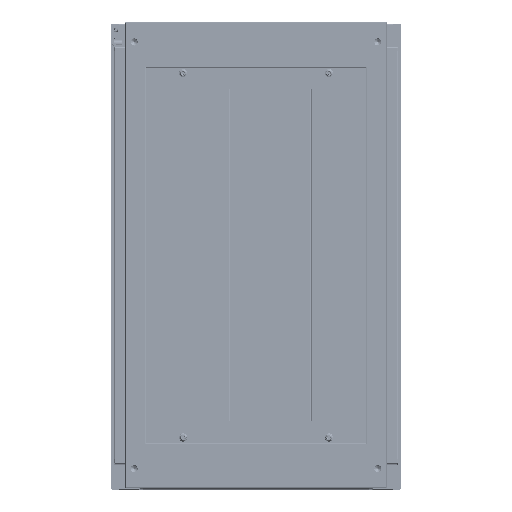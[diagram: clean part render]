
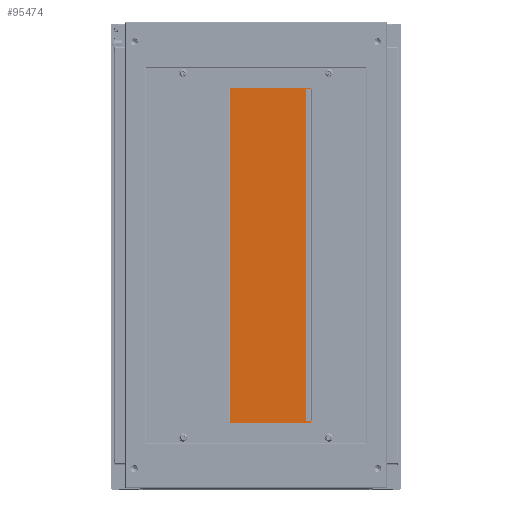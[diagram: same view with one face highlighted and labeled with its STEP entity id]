
A CAD part, top view. The second image highlights one B-rep face of the part: STEP entity #95474.
In plain terms, the highlighted face is planar.
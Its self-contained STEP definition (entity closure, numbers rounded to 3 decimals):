
#1019 = CARTESIAN_POINT ( 'NONE',  ( -300., -74., 1.5 ) ) ;
#1020 = PLANE ( 'NONE',  #102711 ) ;
#1200 = DIRECTION ( 'NONE',  ( 0., 0., 1. ) ) ;
#1266 = DIRECTION ( 'NONE',  ( 1., 0., 0. ) ) ;
#14709 = DIRECTION ( 'NONE',  ( 0., 1., 0. ) ) ;
#14718 = CARTESIAN_POINT ( 'NONE',  ( 300., 74., 1.5 ) ) ;
#14725 = DIRECTION ( 'NONE',  ( -1., 0., 0. ) ) ;
#14730 = CARTESIAN_POINT ( 'NONE',  ( 285., -72.99, 1.5 ) ) ;
#14741 = DIRECTION ( 'NONE',  ( 0., -1., 0. ) ) ;
#14746 = CARTESIAN_POINT ( 'NONE',  ( 285., -73., 1.5 ) ) ;
#14764 = DIRECTION ( 'NONE',  ( 1., 0., 0. ) ) ;
#14768 = CARTESIAN_POINT ( 'NONE',  ( -300., -74., 1.5 ) ) ;
#14776 = DIRECTION ( 'NONE',  ( 0., -1., 0. ) ) ;
#14781 = CARTESIAN_POINT ( 'NONE',  ( -300., 74., 1.5 ) ) ;
#14809 = DIRECTION ( 'NONE',  ( -1., 0., 0. ) ) ;
#14848 = CARTESIAN_POINT ( 'NONE',  ( -300., 74., 1.5 ) ) ;
#15782 = CARTESIAN_POINT ( 'NONE',  ( -300., -74., 1.5 ) ) ;
#17849 = DIRECTION ( 'NONE',  ( 0., -1., 0. ) ) ;
#17853 = CARTESIAN_POINT ( 'NONE',  ( -285., -73., 1.5 ) ) ;
#17931 = DIRECTION ( 'NONE',  ( 1., 0., 0. ) ) ;
#61240 = ORIENTED_EDGE ( 'NONE', *, *, #78380, .F. ) ;
#61245 = ORIENTED_EDGE ( 'NONE', *, *, #78379, .T. ) ;
#61249 = ORIENTED_EDGE ( 'NONE', *, *, #78369, .T. ) ;
#61254 = ORIENTED_EDGE ( 'NONE', *, *, #78366, .T. ) ;
#61259 = ORIENTED_EDGE ( 'NONE', *, *, #78377, .T. ) ;
#61264 = ORIENTED_EDGE ( 'NONE', *, *, #78371, .T. ) ;
#61269 = ORIENTED_EDGE ( 'NONE', *, *, #78373, .T. ) ;
#61274 = ORIENTED_EDGE ( 'NONE', *, *, #78376, .F. ) ;
#74220 = LINE ( 'NONE', #14848, #74245 ) ;
#74245 = VECTOR ( 'NONE', #14809, 1000. ) ;
#74255 = LINE ( 'NONE', #14781, #74257 ) ;
#74257 = VECTOR ( 'NONE', #14776, 1000. ) ;
#74259 = LINE ( 'NONE', #14768, #74262 ) ;
#74262 = VECTOR ( 'NONE', #14764, 1000. ) ;
#74265 = LINE ( 'NONE', #14746, #74268 ) ;
#74268 = VECTOR ( 'NONE', #14741, 1000. ) ;
#74271 = LINE ( 'NONE', #14730, #74274 ) ;
#74274 = VECTOR ( 'NONE', #14725, 1000. ) ;
#74276 = LINE ( 'NONE', #14718, #74279 ) ;
#74279 = VECTOR ( 'NONE', #14709, 1000. ) ;
#74282 = LINE ( 'NONE', #15782, #74284 ) ;
#74284 = VECTOR ( 'NONE', #17931, 1000. ) ;
#74287 = LINE ( 'NONE', #17853, #74290 ) ;
#74290 = VECTOR ( 'NONE', #17849, 1000. ) ;
#78366 = EDGE_CURVE ( 'NONE', #113240, #113242, #74220, .T. ) ;
#78369 = EDGE_CURVE ( 'NONE', #113242, #113243, #74255, .T. ) ;
#78371 = EDGE_CURVE ( 'NONE', #113238, #113239, #74259, .T. ) ;
#78373 = EDGE_CURVE ( 'NONE', #113236, #113238, #74265, .T. ) ;
#78376 = EDGE_CURVE ( 'NONE', #113236, #113237, #74271, .T. ) ;
#78377 = EDGE_CURVE ( 'NONE', #113239, #113240, #74276, .T. ) ;
#78379 = EDGE_CURVE ( 'NONE', #113243, #113245, #74282, .T. ) ;
#78380 = EDGE_CURVE ( 'NONE', #113237, #113245, #74287, .T. ) ;
#89089 = CARTESIAN_POINT ( 'NONE',  ( -300., 74., 1.5 ) ) ;
#89095 = CARTESIAN_POINT ( 'NONE',  ( -300., -74., 1.5 ) ) ;
#89114 = CARTESIAN_POINT ( 'NONE',  ( -285., -74., 1.5 ) ) ;
#89193 = CARTESIAN_POINT ( 'NONE',  ( 285., -72.99, 1.5 ) ) ;
#89216 = CARTESIAN_POINT ( 'NONE',  ( -285., -72.99, 1.5 ) ) ;
#89217 = CARTESIAN_POINT ( 'NONE',  ( 285., -74., 1.5 ) ) ;
#89218 = CARTESIAN_POINT ( 'NONE',  ( 300., 74., 1.5 ) ) ;
#89219 = CARTESIAN_POINT ( 'NONE',  ( 300., -74., 1.5 ) ) ;
#95474 = ADVANCED_FACE ( 'NONE', ( #108811 ), #1020, .T. ) ;
#102711 = AXIS2_PLACEMENT_3D ( 'NONE', #1019, #1200, #1266 ) ;
#108811 = FACE_OUTER_BOUND ( 'NONE', #115793, .T. ) ;
#113236 = VERTEX_POINT ( 'NONE', #89193 ) ;
#113237 = VERTEX_POINT ( 'NONE', #89216 ) ;
#113238 = VERTEX_POINT ( 'NONE', #89217 ) ;
#113239 = VERTEX_POINT ( 'NONE', #89219 ) ;
#113240 = VERTEX_POINT ( 'NONE', #89218 ) ;
#113242 = VERTEX_POINT ( 'NONE', #89089 ) ;
#113243 = VERTEX_POINT ( 'NONE', #89095 ) ;
#113245 = VERTEX_POINT ( 'NONE', #89114 ) ;
#115793 = EDGE_LOOP ( 'NONE', ( #61274, #61269, #61264, #61259, #61254, #61249, #61245, #61240 ) ) ;
